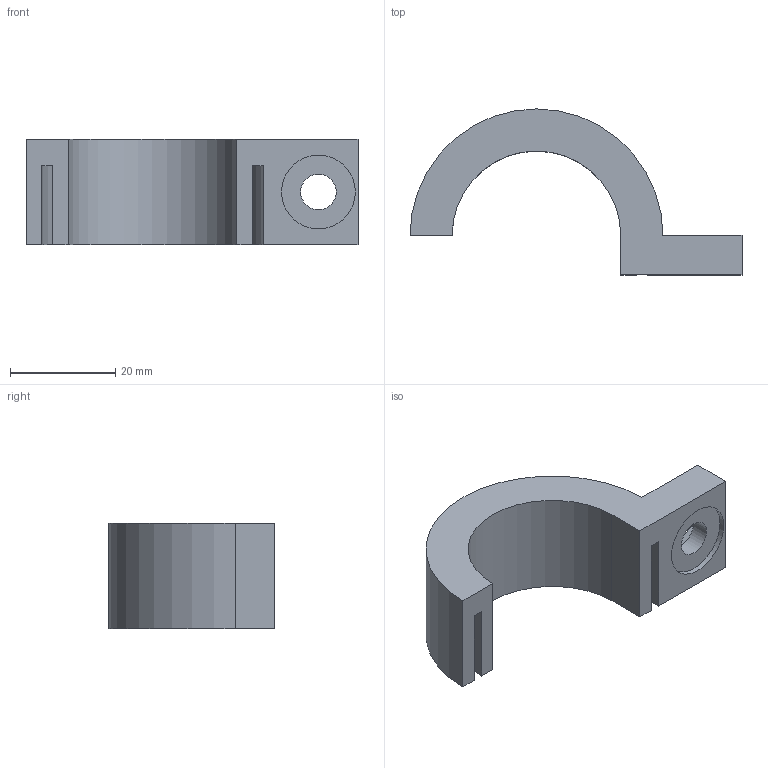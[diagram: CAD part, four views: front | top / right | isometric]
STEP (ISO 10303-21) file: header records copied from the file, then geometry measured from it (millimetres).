
FILE_DESCRIPTION(/* description */ (''),/* implementation_level */ '2;1');
FILE_NAME(/* name */ 'frame.stp',/* time_stamp */ '2019-11-06T20:05:24-08:00',/* author */ ('TJ Wiegman'),/* organization */ (''),/* preprocessor_version */ 'ST-DEVELOPER v18',/* originating_system */ 'Autodesk Inventor 2020',/* authorisation */ '');
FILE_SCHEMA (('AUTOMOTIVE_DESIGN { 1 0 10303 214 3 1 1 }'));
Length unit declared in the file: millimetre
Products named in the file (1): frame
Bounding box: 63 x 31.5 x 20 mm (x, y, z)
Volume: 10770.4 mm3; surface area: 7299.7 mm2
Topology: 1 solids, 1 shells, 25 faces, 67 edges, 46 vertices
Faces by surface type: plane 19, cylinder 6
Full cylindrical faces by diameter (mm): 6.75 x1, 14 x1
Entity records: 834 total; most frequent: CARTESIAN_POINT 139, DIRECTION 135, ORIENTED_EDGE 134, EDGE_CURVE 67, LINE 51, VECTOR 51, VERTEX_POINT 46, AXIS2_PLACEMENT_3D 42
